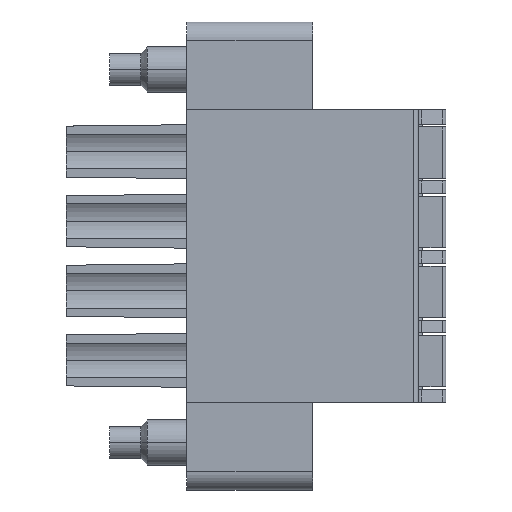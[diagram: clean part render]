
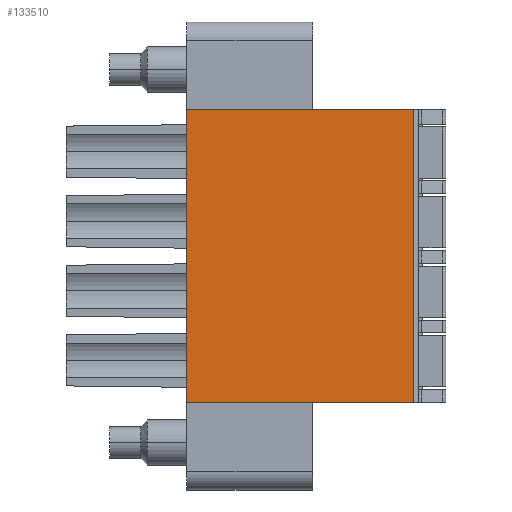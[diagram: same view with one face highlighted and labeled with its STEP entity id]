
A CAD part, front view. The second image highlights one B-rep face of the part: STEP entity #133510.
In plain terms, the highlighted planar face has unit normal (0, -1, 0).
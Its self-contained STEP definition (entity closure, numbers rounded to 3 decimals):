
#110=CARTESIAN_POINT('',(-30.459,40.614,
   2.3));
#120=VERTEX_POINT('',#110);
#170=CARTESIAN_POINT('',(-30.459,40.614,
   2.3));
#180=DIRECTION('',(-1.,0.,
   0.));
#190=VECTOR('',#180,1.);
#200=LINE('',#170,#190);
#210=CARTESIAN_POINT('',(-42.859,40.614,
   2.3));
#220=VERTEX_POINT('',#210);
#230=EDGE_CURVE('',#120,#220,#200,.T.);
#23330=CARTESIAN_POINT('',(-30.459,
   40.614,-13.73));
#23340=VERTEX_POINT('',#23330);
#23370=CARTESIAN_POINT('',(-30.459,
   40.614,-7.62));
#23380=DIRECTION('',(0.,0.,
   -1.));
#23390=VECTOR('',#23380,1.);
#23400=LINE('',#23370,#23390);
#23410=EDGE_CURVE('',#120,#23340,#23400,.T.);
#69850=CARTESIAN_POINT('',(-42.859,
   40.614,-7.62));
#69860=DIRECTION('',(0.,0.,
   -1.));
#69870=VECTOR('',#69860,1.);
#69880=LINE('',#69850,#69870);
#69890=CARTESIAN_POINT('',(-42.859,
   40.614,-13.73));
#69900=VERTEX_POINT('',#69890);
#69910=EDGE_CURVE('',#220,#69900,#69880,.T.);
#133350=CARTESIAN_POINT('',(-42.859,
   40.614,-7.62));
#133360=DIRECTION('',(0.,-1.,
   0.));
#133370=DIRECTION('',(-1.,0.,
   0.));
#133380=AXIS2_PLACEMENT_3D('',#133350,#133360,#133370);
#133390=PLANE('',#133380);
#133400=ORIENTED_EDGE('',*,*,#230,.T.);
#133410=ORIENTED_EDGE('',*,*,#23410,.F.);
#133420=CARTESIAN_POINT('',(-30.459,
   40.614,-13.73));
#133430=DIRECTION('',(-1.,0.,
   0.));
#133440=VECTOR('',#133430,1.);
#133450=LINE('',#133420,#133440);
#133460=EDGE_CURVE('',#23340,#69900,#133450,.T.);
#133470=ORIENTED_EDGE('',*,*,#133460,.F.);
#133480=ORIENTED_EDGE('',*,*,#69910,.T.);
#133490=EDGE_LOOP('',(#133480,#133470,#133410,#133400));
#133500=FACE_OUTER_BOUND('',#133490,.T.);
#133510=ADVANCED_FACE('',(#133500),#133390,.T.);
